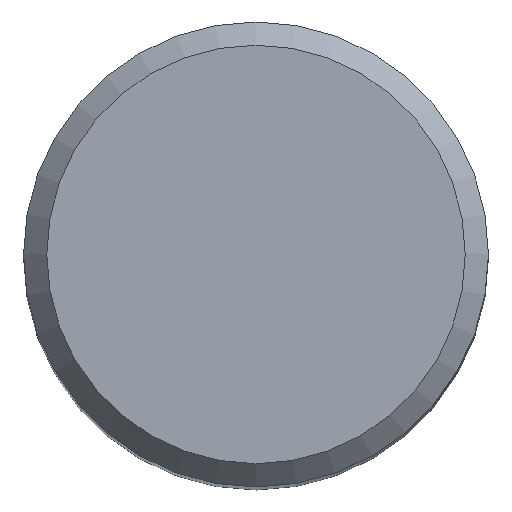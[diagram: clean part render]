
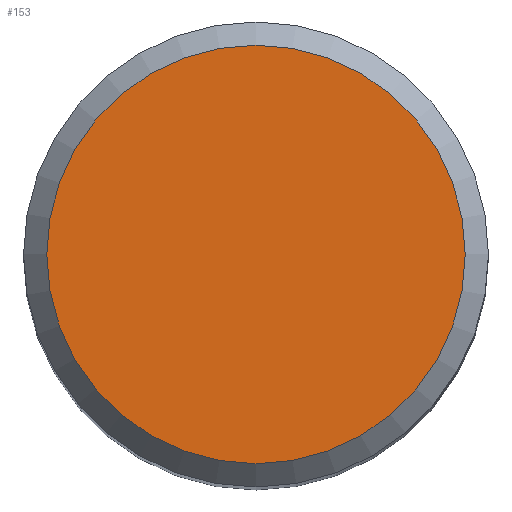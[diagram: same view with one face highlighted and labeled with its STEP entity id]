
A CAD part, top view. The second image highlights one B-rep face of the part: STEP entity #153.
In plain terms, the highlighted free-form (B-spline) face has degree [1, 1] with [2, 2] control points.
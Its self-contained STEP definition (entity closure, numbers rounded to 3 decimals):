
#113 = VERTEX_POINT('', #114);
#114 = CARTESIAN_POINT('', (-5.4, 0., 0.));
#120 = EDGE_CURVE('', #113, #113, #121, .T.);
#121 = CIRCLE('', #122, 5.4);
#122 = AXIS2_PLACEMENT_3D('', #123, #124, #125);
#123 = CARTESIAN_POINT('', (0., 0., 0.));
#124 = DIRECTION('', (0., 0., -1.));
#125 = DIRECTION('', (-1., 0., 0.));
#153 = ADVANCED_FACE('', (#154), #157, .T.);
#154 = FACE_OUTER_BOUND('', #155, .T.);
#155 = EDGE_LOOP('', (#156));
#156 = ORIENTED_EDGE('', *, *, #120, .F.);
#157 = B_SPLINE_SURFACE_WITH_KNOTS('', 1, 1, ((#158, #159), (#160, #161)), .UNSPECIFIED., .F., .F., .U., (2, 2), (2, 2), (3., 13.8), (3., 13.8), .UNSPECIFIED.);
#158 = CARTESIAN_POINT('', (5.4, -5.4, 0.));
#159 = CARTESIAN_POINT('', (-5.4, -5.4, 0.));
#160 = CARTESIAN_POINT('', (5.4, 5.4, 0.));
#161 = CARTESIAN_POINT('', (-5.4, 5.4, 0.));
